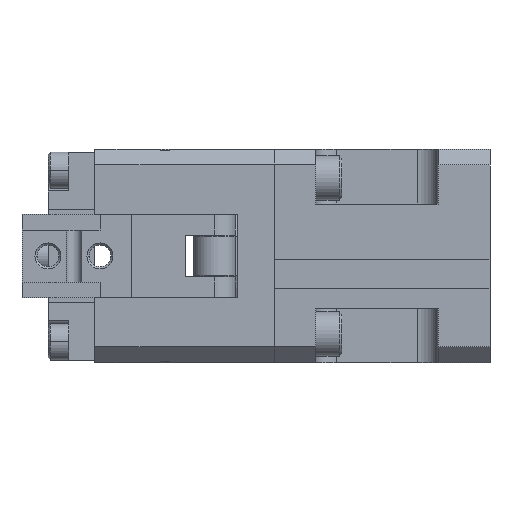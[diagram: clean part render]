
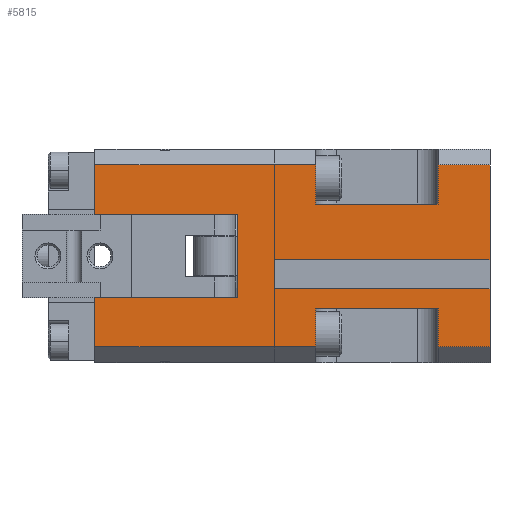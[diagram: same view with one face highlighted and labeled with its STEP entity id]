
A CAD part, left-side view. The second image highlights one B-rep face of the part: STEP entity #5815.
In plain terms, the highlighted planar face has unit normal (-1, 0, 0).
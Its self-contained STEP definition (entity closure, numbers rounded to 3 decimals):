
#2517 = EDGE_CURVE( '', #3079, #6527, #7261, .T. );
#2603 = EDGE_CURVE( '', #6737, #3079, #7358, .T. );
#2685 = VERTEX_POINT( '', #7447 );
#2719 = EDGE_CURVE( '', #2685, #4999, #7484, .T. );
#2777 = VERTEX_POINT( '', #7548 );
#2977 = VERTEX_POINT( '', #7771 );
#3079 = VERTEX_POINT( '', #7881 );
#3215 = VERTEX_POINT( '', #8036 );
#3289 = VERTEX_POINT( '', #8116 );
#3533 = VERTEX_POINT( '', #8391 );
#3599 = EDGE_CURVE( '', #4341, #6557, #8467, .T. );
#3603 = VERTEX_POINT( '', #8471 );
#3845 = EDGE_CURVE( '', #3603, #3289, #8733, .T. );
#3967 = EDGE_CURVE( '', #6737, #6557, #8877, .T. );
#3979 = EDGE_CURVE( '', #2977, #4341, #8890, .T. );
#4153 = EDGE_CURVE( '', #5727, #6863, #9080, .T. );
#4291 = VERTEX_POINT( '', #9238 );
#4341 = VERTEX_POINT( '', #9294 );
#4405 = VERTEX_POINT( '', #9364 );
#4443 = VERTEX_POINT( '', #9406 );
#4803 = EDGE_CURVE( '', #3289, #4405, #9815, .T. );
#4999 = VERTEX_POINT( '', #10028 );
#5105 = EDGE_CURVE( '', #4999, #7007, #10146, .T. );
#5391 = EDGE_CURVE( '', #4443, #4291, #10459, .T. );
#5435 = EDGE_CURVE( '', #3533, #3603, #10512, .T. );
#5727 = VERTEX_POINT( '', #10832 );
#5815 = ADVANCED_FACE( '', ( #10928 ), #10929, .T. );
#6127 = EDGE_CURVE( '', #3215, #2977, #11279, .T. );
#6147 = EDGE_CURVE( '', #6527, #2777, #11299, .T. );
#6247 = EDGE_CURVE( '', #6863, #2685, #11408, .T. );
#6251 = EDGE_CURVE( '', #7007, #6735, #11412, .T. );
#6351 = EDGE_CURVE( '', #4443, #2777, #11525, .T. );
#6355 = EDGE_CURVE( '', #6735, #3533, #11529, .T. );
#6527 = VERTEX_POINT( '', #11721 );
#6557 = VERTEX_POINT( '', #11754 );
#6733 = EDGE_CURVE( '', #4291, #5727, #11949, .T. );
#6735 = VERTEX_POINT( '', #11951 );
#6737 = VERTEX_POINT( '', #11953 );
#6863 = VERTEX_POINT( '', #12092 );
#7007 = VERTEX_POINT( '', #12254 );
#7071 = EDGE_CURVE( '', #4405, #3215, #12323, .T. );
#7261 = LINE( '', #12557, #12558 );
#7358 = LINE( '', #12686, #12687 );
#7447 = CARTESIAN_POINT( '', ( -23.5, 0., -0.75 ) );
#7484 = LINE( '', #12882, #12883 );
#7548 = CARTESIAN_POINT( '', ( -23.5, 10., -17.5 ) );
#7771 = CARTESIAN_POINT( '', ( -23.5, 48.5, -8. ) );
#7881 = CARTESIAN_POINT( '', ( -23.5, 33.5, -10. ) );
#8036 = CARTESIAN_POINT( '', ( -23.5, 48.5, 8. ) );
#8116 = CARTESIAN_POINT( '', ( -23.5, 76., 17.5 ) );
#8391 = CARTESIAN_POINT( '', ( -23.5, 33.5, 10. ) );
#8467 = LINE( '', #14406, #14407 );
#8471 = CARTESIAN_POINT( '', ( -23.5, 33.5, 17.5 ) );
#8733 = LINE( '', #14787, #14788 );
#8877 = LINE( '', #14973, #14974 );
#8890 = LINE( '', #14993, #14994 );
#9080 = LINE( '', #15294, #15295 );
#9238 = CARTESIAN_POINT( '', ( -23.5, 0., -6.25 ) );
#9294 = CARTESIAN_POINT( '', ( -23.5, 76., -8. ) );
#9364 = CARTESIAN_POINT( '', ( -23.5, 76., 8. ) );
#9406 = CARTESIAN_POINT( '', ( -23.5, 0., -17.5 ) );
#9815 = LINE( '', #16356, #16357 );
#10028 = CARTESIAN_POINT( '', ( -23.5, 0., 17.5 ) );
#10146 = LINE( '', #16829, #16830 );
#10459 = LINE( '', #17270, #17271 );
#10512 = LINE( '', #17339, #17340 );
#10832 = CARTESIAN_POINT( '', ( -23.5, 41.5, -6.25 ) );
#10928 = FACE_OUTER_BOUND( '', #17930, .T. );
#10929 = PLANE( '', #17931 );
#11279 = LINE( '', #18404, #18405 );
#11299 = LINE( '', #18453, #18454 );
#11408 = LINE( '', #18615, #18616 );
#11412 = LINE( '', #18623, #18624 );
#11525 = LINE( '', #18780, #18781 );
#11529 = LINE( '', #18788, #18789 );
#11721 = CARTESIAN_POINT( '', ( -23.5, 10., -10. ) );
#11754 = CARTESIAN_POINT( '', ( -23.5, 76., -17.5 ) );
#11949 = LINE( '', #19403, #19404 );
#11951 = CARTESIAN_POINT( '', ( -23.5, 10., 10. ) );
#11953 = CARTESIAN_POINT( '', ( -23.5, 33.5, -17.5 ) );
#12092 = CARTESIAN_POINT( '', ( -23.5, 41.5, -0.75 ) );
#12254 = CARTESIAN_POINT( '', ( -23.5, 10., 17.5 ) );
#12323 = LINE( '', #19949, #19950 );
#12557 = CARTESIAN_POINT( '', ( -23.5, 0., -10. ) );
#12558 = VECTOR( '', #20138, 1. );
#12686 = CARTESIAN_POINT( '', ( -23.5, 33.5, -1.5 ) );
#12687 = VECTOR( '', #20253, 1. );
#12882 = CARTESIAN_POINT( '', ( -23.5, 0., -17.5 ) );
#12883 = VECTOR( '', #20371, 1. );
#14406 = CARTESIAN_POINT( '', ( -23.5, 76., -17.5 ) );
#14407 = VECTOR( '', #21571, 1. );
#14787 = CARTESIAN_POINT( '', ( -23.5, 0., 17.5 ) );
#14788 = VECTOR( '', #21819, 1. );
#14973 = CARTESIAN_POINT( '', ( -23.5, 0., -17.5 ) );
#14974 = VECTOR( '', #22015, 1. );
#14993 = CARTESIAN_POINT( '', ( -23.5, 24.25, -8. ) );
#14994 = VECTOR( '', #22029, 1. );
#15294 = CARTESIAN_POINT( '', ( -23.5, 41.5, 8.75 ) );
#15295 = VECTOR( '', #22218, 1. );
#16356 = CARTESIAN_POINT( '', ( -23.5, 76., -17.5 ) );
#16357 = VECTOR( '', #23132, 1. );
#16829 = CARTESIAN_POINT( '', ( -23.5, 0., 17.5 ) );
#16830 = VECTOR( '', #23455, 1. );
#17270 = CARTESIAN_POINT( '', ( -23.5, 0., -17.5 ) );
#17271 = VECTOR( '', #23748, 1. );
#17339 = CARTESIAN_POINT( '', ( -23.5, 33.5, 19. ) );
#17340 = VECTOR( '', #23829, 1. );
#17930 = EDGE_LOOP( '', ( #24268, #24269, #24270, #24271, #24272, #24273, #24274, #24275, #24276, #24277, #24278, #24279, #24280, #24281, #24282, #24283, #24284, #24285, #24286, #24287 ) );
#17931 = AXIS2_PLACEMENT_3D( '', #24288, #24289, #24290 );
#18404 = CARTESIAN_POINT( '', ( -23.5, 48.5, 12.75 ) );
#18405 = VECTOR( '', #24754, 1. );
#18453 = CARTESIAN_POINT( '', ( -23.5, 10., -1.5 ) );
#18454 = VECTOR( '', #24762, 1. );
#18615 = CARTESIAN_POINT( '', ( -23.5, 0., -0.75 ) );
#18616 = VECTOR( '', #24887, 1. );
#18623 = CARTESIAN_POINT( '', ( -23.5, 10., 19. ) );
#18624 = VECTOR( '', #24889, 1. );
#18780 = CARTESIAN_POINT( '', ( -23.5, 0., -17.5 ) );
#18781 = VECTOR( '', #25033, 1. );
#18788 = CARTESIAN_POINT( '', ( -23.5, 0., 10. ) );
#18789 = VECTOR( '', #25035, 1. );
#19403 = CARTESIAN_POINT( '', ( -23.5, 0., -6.25 ) );
#19404 = VECTOR( '', #25501, 1. );
#19949 = CARTESIAN_POINT( '', ( -23.5, 38., 8. ) );
#19950 = VECTOR( '', #25905, 1. );
#20138 = DIRECTION( '', ( 0., -1., 0. ) );
#20253 = DIRECTION( '', ( 0., 0., 1. ) );
#20371 = DIRECTION( '', ( 0., 0., 1. ) );
#21571 = DIRECTION( '', ( 0., 0., -1. ) );
#21819 = DIRECTION( '', ( 0., 1., 0. ) );
#22015 = DIRECTION( '', ( 0., 1., 0. ) );
#22029 = DIRECTION( '', ( 0., 1., 0. ) );
#22218 = DIRECTION( '', ( 0., 0., 1. ) );
#23132 = DIRECTION( '', ( 0., 0., -1. ) );
#23455 = DIRECTION( '', ( 0., 1., 0. ) );
#23748 = DIRECTION( '', ( 0., 0., 1. ) );
#23829 = DIRECTION( '', ( 0., 0., 1. ) );
#24268 = ORIENTED_EDGE( '', *, *, #6247, .T. );
#24269 = ORIENTED_EDGE( '', *, *, #2719, .T. );
#24270 = ORIENTED_EDGE( '', *, *, #5105, .T. );
#24271 = ORIENTED_EDGE( '', *, *, #6251, .T. );
#24272 = ORIENTED_EDGE( '', *, *, #6355, .T. );
#24273 = ORIENTED_EDGE( '', *, *, #5435, .T. );
#24274 = ORIENTED_EDGE( '', *, *, #3845, .T. );
#24275 = ORIENTED_EDGE( '', *, *, #4803, .T. );
#24276 = ORIENTED_EDGE( '', *, *, #7071, .T. );
#24277 = ORIENTED_EDGE( '', *, *, #6127, .T. );
#24278 = ORIENTED_EDGE( '', *, *, #3979, .T. );
#24279 = ORIENTED_EDGE( '', *, *, #3599, .T. );
#24280 = ORIENTED_EDGE( '', *, *, #3967, .F. );
#24281 = ORIENTED_EDGE( '', *, *, #2603, .T. );
#24282 = ORIENTED_EDGE( '', *, *, #2517, .T. );
#24283 = ORIENTED_EDGE( '', *, *, #6147, .T. );
#24284 = ORIENTED_EDGE( '', *, *, #6351, .F. );
#24285 = ORIENTED_EDGE( '', *, *, #5391, .T. );
#24286 = ORIENTED_EDGE( '', *, *, #6733, .T. );
#24287 = ORIENTED_EDGE( '', *, *, #4153, .T. );
#24288 = CARTESIAN_POINT( '', ( -23.5, 0., 17.5 ) );
#24289 = DIRECTION( '', ( -1., 0., 0. ) );
#24290 = DIRECTION( '', ( 0., 0., 1. ) );
#24754 = DIRECTION( '', ( 0., 0., -1. ) );
#24762 = DIRECTION( '', ( 0., 0., -1. ) );
#24887 = DIRECTION( '', ( 0., -1., 0. ) );
#24889 = DIRECTION( '', ( 0., 0., -1. ) );
#25033 = DIRECTION( '', ( 0., 1., 0. ) );
#25035 = DIRECTION( '', ( 0., 1., 0. ) );
#25501 = DIRECTION( '', ( 0., 1., 0. ) );
#25905 = DIRECTION( '', ( 0., -1., 0. ) );
